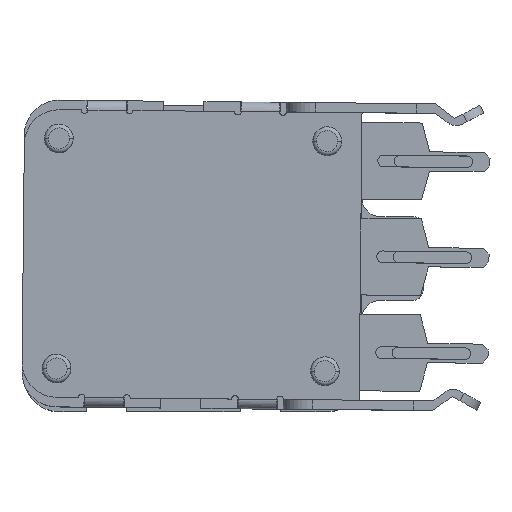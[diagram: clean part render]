
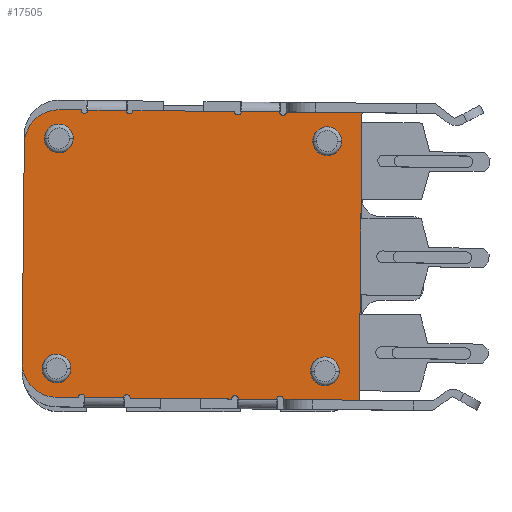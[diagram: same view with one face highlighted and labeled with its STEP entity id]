
A CAD part, top view. The second image highlights one B-rep face of the part: STEP entity #17505.
In plain terms, the highlighted face is planar.
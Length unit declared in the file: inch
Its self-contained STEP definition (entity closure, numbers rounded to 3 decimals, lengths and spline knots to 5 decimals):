
#15419=CARTESIAN_POINT('',(7.5,0.,4.675));
#15420=DIRECTION('',(0.,-1.,0.));
#15421=DIRECTION('',(0.,0.,1.));
#15422=AXIS2_PLACEMENT_3D('',#15419,#15420,#15421);
#15424=CARTESIAN_POINT('',(7.5,0.,2.325));
#15425=DIRECTION('',(0.,-1.,0.));
#15426=DIRECTION('',(0.,0.,1.));
#15427=AXIS2_PLACEMENT_3D('',#15424,#15425,#15426);
#15429=DIRECTION('',(0.,0.,-1.));
#15430=VECTOR('',#15429,5.3);
#15431=CARTESIAN_POINT('',(7.5,0.,2.15));
#15432=LINE('',#15431,#15430);
#15433=CARTESIAN_POINT('',(7.5,0.,-3.325));
#15434=DIRECTION('',(0.,-1.,0.));
#15435=DIRECTION('',(0.,0.,1.));
#15436=AXIS2_PLACEMENT_3D('',#15433,#15434,#15435);
#15438=CARTESIAN_POINT('',(7.5,0.,-5.675));
#15439=DIRECTION('',(0.,-1.,0.));
#15440=DIRECTION('',(0.,0.,1.));
#15441=AXIS2_PLACEMENT_3D('',#15438,#15439,#15440);
#15443=DIRECTION('',(0.,0.,-1.));
#15444=VECTOR('',#15443,1.15);
#15445=CARTESIAN_POINT('',(7.5,0.,-5.85));
#15446=LINE('',#15445,#15444);
#15447=CARTESIAN_POINT('',(5.7,0.,-7.));
#15448=DIRECTION('',(0.,1.,0.));
#15449=DIRECTION('',(1.,0.,0.));
#15450=AXIS2_PLACEMENT_3D('',#15447,#15448,#15449);
#15452=CARTESIAN_POINT('',(-5.7,0.,-7.));
#15453=DIRECTION('',(0.,1.,0.));
#15454=DIRECTION('',(0.,0.,-1.));
#15455=AXIS2_PLACEMENT_3D('',#15452,#15453,#15454);
#15457=CARTESIAN_POINT('',(-7.5,0.,-5.675));
#15458=DIRECTION('',(0.,-1.,0.));
#15459=DIRECTION('',(0.,0.,-1.));
#15460=AXIS2_PLACEMENT_3D('',#15457,#15458,#15459);
#15462=CARTESIAN_POINT('',(-7.5,0.,-3.325));
#15463=DIRECTION('',(0.,-1.,0.));
#15464=DIRECTION('',(0.,0.,-1.));
#15465=AXIS2_PLACEMENT_3D('',#15462,#15463,#15464);
#15467=DIRECTION('',(0.,0.,1.));
#15468=VECTOR('',#15467,5.3);
#15469=CARTESIAN_POINT('',(-7.5,0.,-3.15));
#15470=LINE('',#15469,#15468);
#15471=CARTESIAN_POINT('',(-7.5,0.,2.325));
#15472=DIRECTION('',(0.,-1.,0.));
#15473=DIRECTION('',(0.,0.,-1.));
#15474=AXIS2_PLACEMENT_3D('',#15471,#15472,#15473);
#15476=CARTESIAN_POINT('',(-7.5,0.,4.675));
#15477=DIRECTION('',(0.,-1.,0.));
#15478=DIRECTION('',(0.,0.,-1.));
#15479=AXIS2_PLACEMENT_3D('',#15476,#15477,#15478);
#15481=DIRECTION('',(0.,0.,1.));
#15482=VECTOR('',#15481,3.95);
#15483=CARTESIAN_POINT('',(-7.5,0.,4.85));
#15484=LINE('',#15483,#15482);
#15485=CARTESIAN_POINT('',(-6.,0.,-7.));
#15486=DIRECTION('',(0.,-1.,0.));
#15487=DIRECTION('',(-1.,0.,0.));
#15488=AXIS2_PLACEMENT_3D('',#15485,#15486,#15487);
#15490=CARTESIAN_POINT('',(-6.,0.,-7.));
#15491=DIRECTION('',(0.,-1.,0.));
#15492=DIRECTION('',(1.,0.,0.));
#15493=AXIS2_PLACEMENT_3D('',#15490,#15491,#15492);
#15495=CARTESIAN_POINT('',(-6.,0.,7.));
#15496=DIRECTION('',(0.,-1.,0.));
#15497=DIRECTION('',(-1.,0.,0.));
#15498=AXIS2_PLACEMENT_3D('',#15495,#15496,#15497);
#15500=CARTESIAN_POINT('',(-6.,0.,7.));
#15501=DIRECTION('',(0.,-1.,0.));
#15502=DIRECTION('',(1.,0.,0.));
#15503=AXIS2_PLACEMENT_3D('',#15500,#15501,#15502);
#15505=CARTESIAN_POINT('',(6.,0.,-7.));
#15506=DIRECTION('',(0.,-1.,0.));
#15507=DIRECTION('',(-1.,0.,0.));
#15508=AXIS2_PLACEMENT_3D('',#15505,#15506,#15507);
#15510=CARTESIAN_POINT('',(6.,0.,-7.));
#15511=DIRECTION('',(0.,-1.,0.));
#15512=DIRECTION('',(1.,0.,0.));
#15513=AXIS2_PLACEMENT_3D('',#15510,#15511,#15512);
#15515=CARTESIAN_POINT('',(6.,0.,7.));
#15516=DIRECTION('',(0.,-1.,0.));
#15517=DIRECTION('',(-1.,0.,0.));
#15518=AXIS2_PLACEMENT_3D('',#15515,#15516,#15517);
#15520=CARTESIAN_POINT('',(6.,0.,7.));
#15521=DIRECTION('',(0.,-1.,0.));
#15522=DIRECTION('',(1.,0.,0.));
#15523=AXIS2_PLACEMENT_3D('',#15520,#15521,#15522);
#15548=DIRECTION('',(0.,0.,1.));
#15549=VECTOR('',#15548,3.95);
#15550=CARTESIAN_POINT('',(7.5,0.,4.85));
#15551=LINE('',#15550,#15549);
#15721=DIRECTION('',(-1.,0.,0.));
#15722=VECTOR('',#15721,15.);
#15723=CARTESIAN_POINT('',(7.5,0.,8.8));
#15724=LINE('',#15723,#15722);
#16250=DIRECTION('',(0.,0.,-1.));
#16251=VECTOR('',#16250,2.);
#16252=CARTESIAN_POINT('',(-7.5,0.,4.5));
#16253=LINE('',#16252,#16251);
#16454=DIRECTION('',(0.,0.,-1.));
#16455=VECTOR('',#16454,2.);
#16456=CARTESIAN_POINT('',(-7.5,0.,-3.5));
#16457=LINE('',#16456,#16455);
#16479=DIRECTION('',(0.,0.,-1.));
#16480=VECTOR('',#16479,1.15);
#16481=CARTESIAN_POINT('',(-7.5,0.,-5.85));
#16482=LINE('',#16481,#16480);
#16491=DIRECTION('',(1.,0.,0.));
#16492=VECTOR('',#16491,11.4);
#16493=CARTESIAN_POINT('',(-5.7,0.,-8.8));
#16494=LINE('',#16493,#16492);
#16653=DIRECTION('',(0.,0.,1.));
#16654=VECTOR('',#16653,2.);
#16655=CARTESIAN_POINT('',(7.5,0.,-5.5));
#16656=LINE('',#16655,#16654);
#16861=DIRECTION('',(0.,0.,1.));
#16862=VECTOR('',#16861,2.);
#16863=CARTESIAN_POINT('',(7.5,0.,2.5));
#16864=LINE('',#16863,#16862);
#17001=CARTESIAN_POINT('',(7.5,0.,4.85));
#17002=CARTESIAN_POINT('',(7.5,0.,8.8));
#17003=VERTEX_POINT('',#17001);
#17004=VERTEX_POINT('',#17002);
#17005=CARTESIAN_POINT('',(7.5,0.,2.5));
#17006=CARTESIAN_POINT('',(7.5,0.,4.5));
#17007=VERTEX_POINT('',#17005);
#17008=VERTEX_POINT('',#17006);
#17009=CARTESIAN_POINT('',(7.5,0.,2.15));
#17010=CARTESIAN_POINT('',(7.5,0.,-3.15));
#17011=VERTEX_POINT('',#17009);
#17012=VERTEX_POINT('',#17010);
#17013=CARTESIAN_POINT('',(7.5,0.,-5.5));
#17014=CARTESIAN_POINT('',(7.5,0.,-3.5));
#17015=VERTEX_POINT('',#17013);
#17016=VERTEX_POINT('',#17014);
#17017=CARTESIAN_POINT('',(7.5,0.,-5.85));
#17018=CARTESIAN_POINT('',(7.5,0.,-7.));
#17019=VERTEX_POINT('',#17017);
#17020=VERTEX_POINT('',#17018);
#17021=CARTESIAN_POINT('',(5.7,0.,-8.8));
#17022=VERTEX_POINT('',#17021);
#17023=CARTESIAN_POINT('',(-5.7,0.,-8.8));
#17024=VERTEX_POINT('',#17023);
#17025=CARTESIAN_POINT('',(-7.5,0.,-7.));
#17026=VERTEX_POINT('',#17025);
#17027=CARTESIAN_POINT('',(-7.5,0.,-5.85));
#17028=VERTEX_POINT('',#17027);
#17029=CARTESIAN_POINT('',(-7.5,0.,-3.5));
#17030=CARTESIAN_POINT('',(-7.5,0.,-5.5));
#17031=VERTEX_POINT('',#17029);
#17032=VERTEX_POINT('',#17030);
#17033=CARTESIAN_POINT('',(-7.5,0.,-3.15));
#17034=CARTESIAN_POINT('',(-7.5,0.,2.15));
#17035=VERTEX_POINT('',#17033);
#17036=VERTEX_POINT('',#17034);
#17037=CARTESIAN_POINT('',(-7.5,0.,4.5));
#17038=CARTESIAN_POINT('',(-7.5,0.,2.5));
#17039=VERTEX_POINT('',#17037);
#17040=VERTEX_POINT('',#17038);
#17041=CARTESIAN_POINT('',(-7.5,0.,4.85));
#17042=CARTESIAN_POINT('',(-7.5,0.,8.8));
#17043=VERTEX_POINT('',#17041);
#17044=VERTEX_POINT('',#17042);
#17045=CARTESIAN_POINT('',(-6.75,0.,-7.));
#17046=CARTESIAN_POINT('',(-5.25,0.,-7.));
#17047=VERTEX_POINT('',#17045);
#17048=VERTEX_POINT('',#17046);
#17049=CARTESIAN_POINT('',(-6.75,0.,7.));
#17050=CARTESIAN_POINT('',(-5.25,0.,7.));
#17051=VERTEX_POINT('',#17049);
#17052=VERTEX_POINT('',#17050);
#17053=CARTESIAN_POINT('',(5.25,0.,-7.));
#17054=CARTESIAN_POINT('',(6.75,0.,-7.));
#17055=VERTEX_POINT('',#17053);
#17056=VERTEX_POINT('',#17054);
#17057=CARTESIAN_POINT('',(5.25,0.,7.));
#17058=CARTESIAN_POINT('',(6.75,0.,7.));
#17059=VERTEX_POINT('',#17057);
#17060=VERTEX_POINT('',#17058);
#17430=CARTESIAN_POINT('',(0.,0.,0.));
#17431=DIRECTION('',(0.,1.,0.));
#17432=DIRECTION('',(1.,0.,0.));
#17433=AXIS2_PLACEMENT_3D('',#17430,#17431,#17432);
#17434=PLANE('',#17433);
#17436=ORIENTED_EDGE('',*,*,#17435,.F.);
#17438=ORIENTED_EDGE('',*,*,#17437,.T.);
#17440=ORIENTED_EDGE('',*,*,#17439,.F.);
#17442=ORIENTED_EDGE('',*,*,#17441,.T.);
#17444=ORIENTED_EDGE('',*,*,#17443,.T.);
#17446=ORIENTED_EDGE('',*,*,#17445,.T.);
#17448=ORIENTED_EDGE('',*,*,#17447,.F.);
#17450=ORIENTED_EDGE('',*,*,#17449,.T.);
#17452=ORIENTED_EDGE('',*,*,#17451,.T.);
#17454=ORIENTED_EDGE('',*,*,#17453,.T.);
#17456=ORIENTED_EDGE('',*,*,#17455,.F.);
#17458=ORIENTED_EDGE('',*,*,#17457,.T.);
#17460=ORIENTED_EDGE('',*,*,#17459,.F.);
#17462=ORIENTED_EDGE('',*,*,#17461,.T.);
#17464=ORIENTED_EDGE('',*,*,#17463,.F.);
#17466=ORIENTED_EDGE('',*,*,#17465,.T.);
#17468=ORIENTED_EDGE('',*,*,#17467,.T.);
#17470=ORIENTED_EDGE('',*,*,#17469,.T.);
#17472=ORIENTED_EDGE('',*,*,#17471,.F.);
#17474=ORIENTED_EDGE('',*,*,#17473,.T.);
#17476=ORIENTED_EDGE('',*,*,#17475,.T.);
#17478=ORIENTED_EDGE('',*,*,#17477,.F.);
#17479=EDGE_LOOP('',(#17436,#17438,#17440,#17442,#17444,#17446,#17448,#17450,
#17452,#17454,#17456,#17458,#17460,#17462,#17464,#17466,#17468,#17470,#17472,
#17474,#17476,#17478));
#17480=FACE_OUTER_BOUND('',#17479,.F.);
#17482=ORIENTED_EDGE('',*,*,#17481,.T.);
#17484=ORIENTED_EDGE('',*,*,#17483,.T.);
#17485=EDGE_LOOP('',(#17482,#17484));
#17486=FACE_BOUND('',#17485,.F.);
#17488=ORIENTED_EDGE('',*,*,#17487,.T.);
#17490=ORIENTED_EDGE('',*,*,#17489,.T.);
#17491=EDGE_LOOP('',(#17488,#17490));
#17492=FACE_BOUND('',#17491,.F.);
#17494=ORIENTED_EDGE('',*,*,#17493,.T.);
#17496=ORIENTED_EDGE('',*,*,#17495,.T.);
#17497=EDGE_LOOP('',(#17494,#17496));
#17498=FACE_BOUND('',#17497,.F.);
#17500=ORIENTED_EDGE('',*,*,#17499,.T.);
#17502=ORIENTED_EDGE('',*,*,#17501,.T.);
#17503=EDGE_LOOP('',(#17500,#17502));
#17504=FACE_BOUND('',#17503,.F.);
#17505=ADVANCED_FACE('',(#17480,#17486,#17492,#17498,#17504),#17434,.F.);
#15423=CIRCLE('',#15422,0.175);
#15428=CIRCLE('',#15427,0.175);
#15437=CIRCLE('',#15436,0.175);
#15442=CIRCLE('',#15441,0.175);
#15451=CIRCLE('',#15450,1.8);
#15456=CIRCLE('',#15455,1.8);
#15461=CIRCLE('',#15460,0.175);
#15466=CIRCLE('',#15465,0.175);
#15475=CIRCLE('',#15474,0.175);
#15480=CIRCLE('',#15479,0.175);
#15489=CIRCLE('',#15488,0.75);
#15494=CIRCLE('',#15493,0.75);
#15499=CIRCLE('',#15498,0.75);
#15504=CIRCLE('',#15503,0.75);
#15509=CIRCLE('',#15508,0.75);
#15514=CIRCLE('',#15513,0.75);
#15519=CIRCLE('',#15518,0.75);
#15524=CIRCLE('',#15523,0.75);
#17435=EDGE_CURVE('',#17003,#17004,#15551,.T.);
#17437=EDGE_CURVE('',#17003,#17008,#15423,.T.);
#17439=EDGE_CURVE('',#17007,#17008,#16864,.T.);
#17441=EDGE_CURVE('',#17007,#17011,#15428,.T.);
#17443=EDGE_CURVE('',#17011,#17012,#15432,.T.);
#17445=EDGE_CURVE('',#17012,#17016,#15437,.T.);
#17447=EDGE_CURVE('',#17015,#17016,#16656,.T.);
#17449=EDGE_CURVE('',#17015,#17019,#15442,.T.);
#17451=EDGE_CURVE('',#17019,#17020,#15446,.T.);
#17453=EDGE_CURVE('',#17020,#17022,#15451,.T.);
#17455=EDGE_CURVE('',#17024,#17022,#16494,.T.);
#17457=EDGE_CURVE('',#17024,#17026,#15456,.T.);
#17459=EDGE_CURVE('',#17028,#17026,#16482,.T.);
#17461=EDGE_CURVE('',#17028,#17032,#15461,.T.);
#17463=EDGE_CURVE('',#17031,#17032,#16457,.T.);
#17465=EDGE_CURVE('',#17031,#17035,#15466,.T.);
#17467=EDGE_CURVE('',#17035,#17036,#15470,.T.);
#17469=EDGE_CURVE('',#17036,#17040,#15475,.T.);
#17471=EDGE_CURVE('',#17039,#17040,#16253,.T.);
#17473=EDGE_CURVE('',#17039,#17043,#15480,.T.);
#17475=EDGE_CURVE('',#17043,#17044,#15484,.T.);
#17477=EDGE_CURVE('',#17004,#17044,#15724,.T.);
#17481=EDGE_CURVE('',#17047,#17048,#15489,.T.);
#17483=EDGE_CURVE('',#17048,#17047,#15494,.T.);
#17487=EDGE_CURVE('',#17051,#17052,#15499,.T.);
#17489=EDGE_CURVE('',#17052,#17051,#15504,.T.);
#17493=EDGE_CURVE('',#17055,#17056,#15509,.T.);
#17495=EDGE_CURVE('',#17056,#17055,#15514,.T.);
#17499=EDGE_CURVE('',#17059,#17060,#15519,.T.);
#17501=EDGE_CURVE('',#17060,#17059,#15524,.T.);
